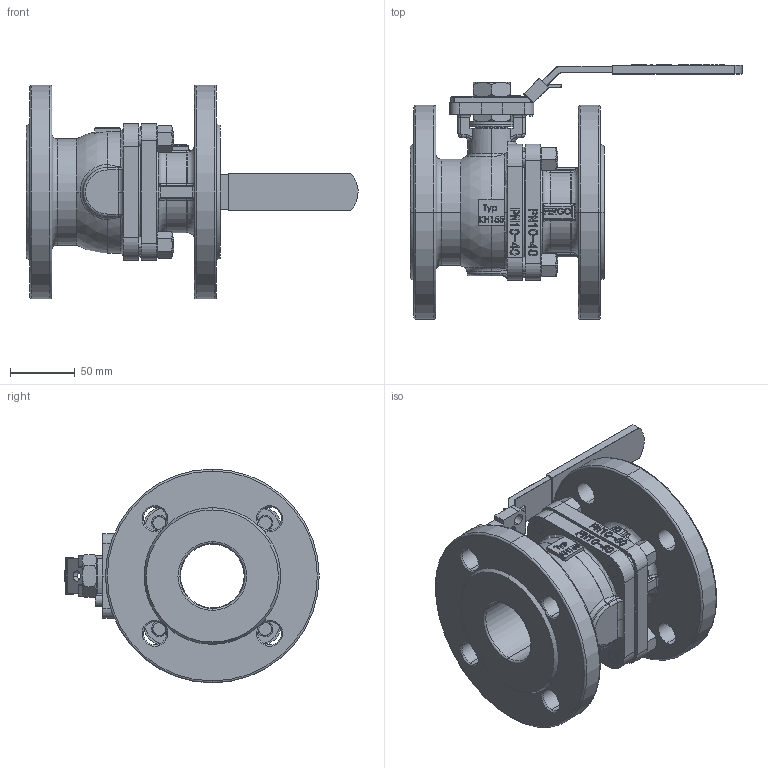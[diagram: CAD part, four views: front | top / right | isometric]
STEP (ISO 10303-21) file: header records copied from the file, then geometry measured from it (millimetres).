
FILE_DESCRIPTION (( 'STEP AP214' ), '1' );
FILE_NAME ('KH155-Kugelhahn-DN50-PN40-Handhebel-Fergo.STEP', '2022-09-19T08:34:33', ( '' ), ( '' ), 'SwSTEP 2.0', 'SolidWorks 2022', '' );
FILE_SCHEMA (( 'AUTOMOTIVE_DESIGN' ));
Length unit declared in the file: millimetre
Products named in the file (1): KH155-Kugelhahn-DN50-PN40-Handhebel-Fergo
Bounding box: 256.2 x 196.33 x 165 mm (x, y, z)
Volume: 1313983.2 mm3; surface area: 248808.7 mm2
Topology: 22 solids, 22 shells, 1246 faces, 3146 edges, 1972 vertices
Faces by surface type: plane 594, cylinder 254, bspline 146, cone 138, torus 92, sphere 22
Entity records: 54099 total; most frequent: CARTESIAN_POINT 22810, ORIENTED_EDGE 6254, DIRECTION 5640, EDGE_CURVE 3127, VERTEX_POINT 1972, AXIS2_PLACEMENT_3D 1945, VECTOR 1750, LINE 1750
